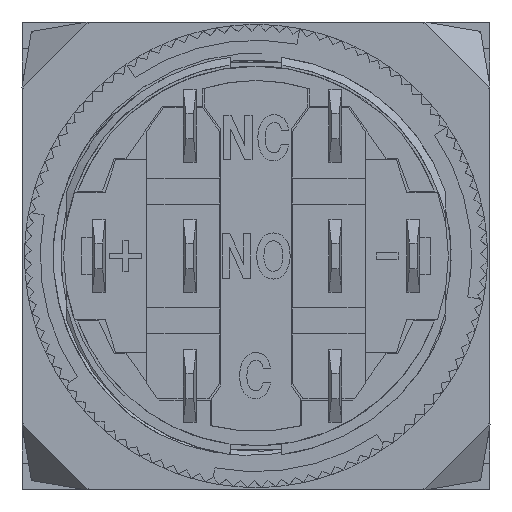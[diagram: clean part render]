
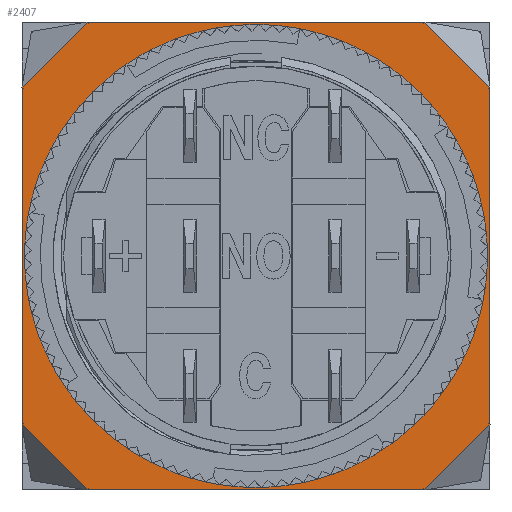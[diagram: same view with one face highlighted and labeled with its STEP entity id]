
A CAD part, front view. The second image highlights one B-rep face of the part: STEP entity #2407.
In plain terms, the highlighted planar face has unit normal (0, -1, 0).
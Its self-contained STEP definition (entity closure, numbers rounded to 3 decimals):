
#2407 = ADVANCED_FACE( '', ( #5380, #5381 ), #5382, .T. );
#5380 = FACE_BOUND( '', #10776, .T. );
#5381 = FACE_OUTER_BOUND( '', #10777, .T. );
#5382 = PLANE( '', #10778 );
#10776 = EDGE_LOOP( '', ( #20624 ) );
#10777 = EDGE_LOOP( '', ( #20625, #20626, #20627, #20628, #20629, #20630, #20631, #20632 ) );
#10778 = AXIS2_PLACEMENT_3D( '', #20633, #20634, #20635 );
#20624 = ORIENTED_EDGE( '', *, *, #27962, .F. );
#20625 = ORIENTED_EDGE( '', *, *, #26912, .T. );
#20626 = ORIENTED_EDGE( '', *, *, #26528, .T. );
#20627 = ORIENTED_EDGE( '', *, *, #28243, .T. );
#20628 = ORIENTED_EDGE( '', *, *, #29406, .T. );
#20629 = ORIENTED_EDGE( '', *, *, #27815, .T. );
#20630 = ORIENTED_EDGE( '', *, *, #29407, .T. );
#20631 = ORIENTED_EDGE( '', *, *, #26042, .T. );
#20632 = ORIENTED_EDGE( '', *, *, #29408, .T. );
#20633 = CARTESIAN_POINT( '', ( 0., 20.35, 0. ) );
#20634 = DIRECTION( '', ( 0., -1., 0. ) );
#20635 = DIRECTION( '', ( -1., 0., 0. ) );
#26042 = EDGE_CURVE( '', #30710, #30711, #30712, .T. );
#26528 = EDGE_CURVE( '', #31634, #31632, #31635, .T. );
#26912 = EDGE_CURVE( '', #32300, #31634, #32301, .T. );
#27815 = EDGE_CURVE( '', #33814, #33815, #33816, .T. );
#27962 = EDGE_CURVE( '', #34065, #34065, #34066, .T. );
#28243 = EDGE_CURVE( '', #31632, #34502, #34503, .T. );
#29406 = EDGE_CURVE( '', #34502, #33814, #36180, .T. );
#29407 = EDGE_CURVE( '', #33815, #30710, #36181, .T. );
#29408 = EDGE_CURVE( '', #30711, #32300, #36182, .T. );
#30710 = VERTEX_POINT( '', #37689 );
#30711 = VERTEX_POINT( '', #37690 );
#30712 = LINE( '', #37691, #37692 );
#31632 = VERTEX_POINT( '', #39477 );
#31634 = VERTEX_POINT( '', #39480 );
#31635 = LINE( '', #39481, #39482 );
#32300 = VERTEX_POINT( '', #40886 );
#32301 = LINE( '', #40887, #40888 );
#33814 = VERTEX_POINT( '', #44332 );
#33815 = VERTEX_POINT( '', #44333 );
#33816 = LINE( '', #44334, #44335 );
#34065 = VERTEX_POINT( '', #45359 );
#34066 = CIRCLE( '', #45360, 8.9 );
#34502 = VERTEX_POINT( '', #46197 );
#34503 = LINE( '', #46198, #46199 );
#36180 = LINE( '', #49819, #49820 );
#36181 = LINE( '', #49821, #49822 );
#36182 = LINE( '', #49823, #49824 );
#37689 = CARTESIAN_POINT( '', ( -9., 20.35, 6.5 ) );
#37690 = CARTESIAN_POINT( '', ( -9., 20.35, -6.5 ) );
#37691 = CARTESIAN_POINT( '', ( -9., 20.35, 0. ) );
#37692 = VECTOR( '', #53290, 1000. );
#39477 = CARTESIAN_POINT( '', ( 9., 20.35, -6.5 ) );
#39480 = CARTESIAN_POINT( '', ( 6.5, 20.35, -9. ) );
#39481 = CARTESIAN_POINT( '', ( 6.5, 20.35, -9. ) );
#39482 = VECTOR( '', #53888, 1000. );
#40886 = CARTESIAN_POINT( '', ( -6.5, 20.35, -9. ) );
#40887 = CARTESIAN_POINT( '', ( 0., 20.35, -9. ) );
#40888 = VECTOR( '', #54170, 1000. );
#44332 = CARTESIAN_POINT( '', ( 6.5, 20.35, 9. ) );
#44333 = CARTESIAN_POINT( '', ( -6.5, 20.35, 9. ) );
#44334 = CARTESIAN_POINT( '', ( 0., 20.35, 9. ) );
#44335 = VECTOR( '', #54908, 1000. );
#45359 = CARTESIAN_POINT( '', ( 0., 20.35, -8.9 ) );
#45360 = AXIS2_PLACEMENT_3D( '', #54969, #54970, #54971 );
#46197 = CARTESIAN_POINT( '', ( 9., 20.35, 6.5 ) );
#46198 = CARTESIAN_POINT( '', ( 9., 20.35, 0. ) );
#46199 = VECTOR( '', #55188, 1000. );
#49819 = CARTESIAN_POINT( '', ( 9., 20.35, 6.5 ) );
#49820 = VECTOR( '', #56069, 1000. );
#49821 = CARTESIAN_POINT( '', ( -6.5, 20.35, 9. ) );
#49822 = VECTOR( '', #56070, 1000. );
#49823 = CARTESIAN_POINT( '', ( -9., 20.35, -6.5 ) );
#49824 = VECTOR( '', #56071, 1000. );
#53290 = DIRECTION( '', ( 0., 0., -1. ) );
#53888 = DIRECTION( '', ( 0.707, 0., 0.707 ) );
#54170 = DIRECTION( '', ( 1., 0., 0. ) );
#54908 = DIRECTION( '', ( -1., 0., 0. ) );
#54969 = CARTESIAN_POINT( '', ( 0., 20.35, 0. ) );
#54970 = DIRECTION( '', ( 0., -1., 0. ) );
#54971 = DIRECTION( '', ( 0., 0., -1. ) );
#55188 = DIRECTION( '', ( 0., 0., 1. ) );
#56069 = DIRECTION( '', ( -0.707, 0., 0.707 ) );
#56070 = DIRECTION( '', ( -0.707, 0., -0.707 ) );
#56071 = DIRECTION( '', ( 0.707, 0., -0.707 ) );
